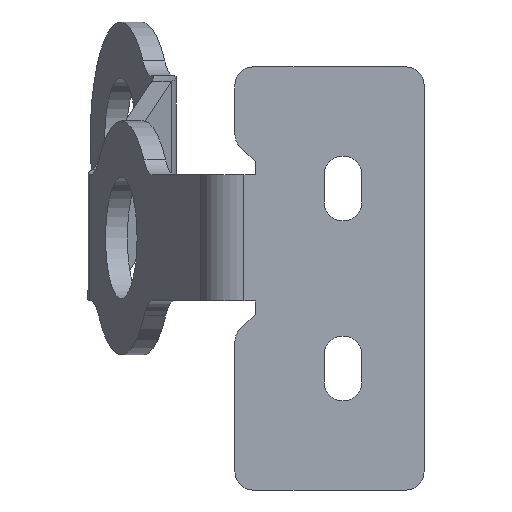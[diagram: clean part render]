
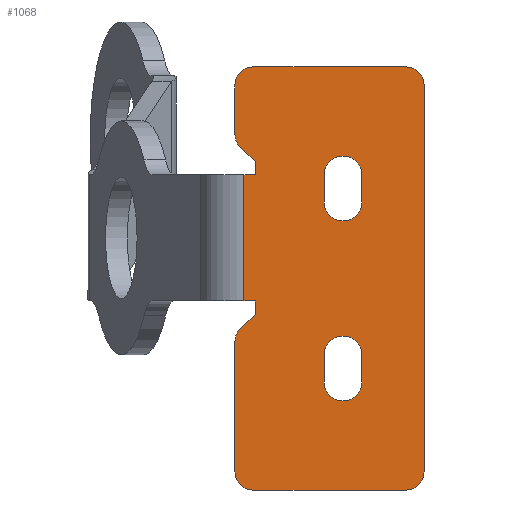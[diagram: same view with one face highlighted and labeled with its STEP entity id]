
A CAD part, left-side view. The second image highlights one B-rep face of the part: STEP entity #1068.
In plain terms, the highlighted planar face has unit normal (-1, 0, 0).
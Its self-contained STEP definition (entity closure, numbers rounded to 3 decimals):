
#27=FACE_BOUND('',#176,.T.);
#28=FACE_BOUND('',#177,.T.);
#35=CIRCLE('',#1143,2.);
#38=CIRCLE('',#1147,2.);
#39=CIRCLE('',#1149,2.);
#40=CIRCLE('',#1150,2.);
#41=CIRCLE('',#1151,2.);
#42=CIRCLE('',#1152,2.);
#43=CIRCLE('',#1153,2.1);
#44=CIRCLE('',#1154,2.1);
#45=CIRCLE('',#1155,2.1);
#46=CIRCLE('',#1156,2.1);
#113=FACE_OUTER_BOUND('',#175,.T.);
#175=EDGE_LOOP('',(#732,#733,#734,#735,#736,#737,#738,#739,#740,#741,#742,
#743,#744,#745,#746,#747,#748,#749));
#176=EDGE_LOOP('',(#750,#751,#752,#753));
#177=EDGE_LOOP('',(#754,#755,#756,#757));
#240=LINE('',#1563,#346);
#244=LINE('',#1571,#350);
#247=LINE('',#1578,#353);
#253=LINE('',#1598,#359);
#254=LINE('',#1602,#360);
#255=LINE('',#1606,#361);
#256=LINE('',#1610,#362);
#257=LINE('',#1613,#363);
#258=LINE('',#1615,#364);
#259=LINE('',#1617,#365);
#260=LINE('',#1619,#366);
#261=LINE('',#1620,#367);
#262=LINE('',#1625,#368);
#263=LINE('',#1628,#369);
#264=LINE('',#1633,#370);
#265=LINE('',#1636,#371);
#346=VECTOR('',#1247,10.);
#350=VECTOR('',#1253,10.);
#353=VECTOR('',#1258,10.);
#359=VECTOR('',#1278,10.);
#360=VECTOR('',#1281,10.);
#361=VECTOR('',#1284,10.);
#362=VECTOR('',#1287,10.);
#363=VECTOR('',#1290,10.);
#364=VECTOR('',#1291,10.);
#365=VECTOR('',#1292,10.);
#366=VECTOR('',#1293,10.);
#367=VECTOR('',#1294,10.);
#368=VECTOR('',#1297,10.);
#369=VECTOR('',#1300,10.);
#370=VECTOR('',#1303,10.);
#371=VECTOR('',#1306,10.);
#452=VERTEX_POINT('',#1561);
#453=VERTEX_POINT('',#1562);
#456=VERTEX_POINT('',#1570);
#458=VERTEX_POINT('',#1576);
#459=VERTEX_POINT('',#1577);
#462=VERTEX_POINT('',#1585);
#465=VERTEX_POINT('',#1593);
#466=VERTEX_POINT('',#1597);
#467=VERTEX_POINT('',#1599);
#468=VERTEX_POINT('',#1601);
#469=VERTEX_POINT('',#1603);
#470=VERTEX_POINT('',#1605);
#471=VERTEX_POINT('',#1607);
#472=VERTEX_POINT('',#1609);
#473=VERTEX_POINT('',#1611);
#474=VERTEX_POINT('',#1614);
#475=VERTEX_POINT('',#1616);
#476=VERTEX_POINT('',#1618);
#477=VERTEX_POINT('',#1621);
#478=VERTEX_POINT('',#1622);
#479=VERTEX_POINT('',#1624);
#480=VERTEX_POINT('',#1626);
#481=VERTEX_POINT('',#1629);
#482=VERTEX_POINT('',#1630);
#483=VERTEX_POINT('',#1632);
#484=VERTEX_POINT('',#1634);
#552=EDGE_CURVE('',#452,#453,#240,.T.);
#556=EDGE_CURVE('',#456,#453,#244,.T.);
#559=EDGE_CURVE('',#458,#459,#247,.T.);
#563=EDGE_CURVE('',#458,#462,#35,.T.);
#568=EDGE_CURVE('',#465,#452,#38,.T.);
#569=EDGE_CURVE('',#465,#466,#253,.T.);
#570=EDGE_CURVE('',#467,#466,#39,.T.);
#571=EDGE_CURVE('',#467,#468,#254,.T.);
#572=EDGE_CURVE('',#469,#468,#40,.T.);
#573=EDGE_CURVE('',#469,#470,#255,.T.);
#574=EDGE_CURVE('',#471,#470,#41,.T.);
#575=EDGE_CURVE('',#471,#472,#256,.T.);
#576=EDGE_CURVE('',#473,#472,#42,.T.);
#577=EDGE_CURVE('',#473,#462,#257,.T.);
#578=EDGE_CURVE('',#459,#474,#258,.T.);
#579=EDGE_CURVE('',#474,#475,#259,.T.);
#580=EDGE_CURVE('',#475,#476,#260,.T.);
#581=EDGE_CURVE('',#476,#456,#261,.T.);
#582=EDGE_CURVE('',#477,#478,#43,.T.);
#583=EDGE_CURVE('',#479,#477,#262,.T.);
#584=EDGE_CURVE('',#480,#479,#44,.T.);
#585=EDGE_CURVE('',#478,#480,#263,.T.);
#586=EDGE_CURVE('',#481,#482,#45,.T.);
#587=EDGE_CURVE('',#483,#481,#264,.T.);
#588=EDGE_CURVE('',#484,#483,#46,.T.);
#589=EDGE_CURVE('',#482,#484,#265,.T.);
#732=ORIENTED_EDGE('',*,*,#568,.F.);
#733=ORIENTED_EDGE('',*,*,#569,.T.);
#734=ORIENTED_EDGE('',*,*,#570,.F.);
#735=ORIENTED_EDGE('',*,*,#571,.T.);
#736=ORIENTED_EDGE('',*,*,#572,.F.);
#737=ORIENTED_EDGE('',*,*,#573,.T.);
#738=ORIENTED_EDGE('',*,*,#574,.F.);
#739=ORIENTED_EDGE('',*,*,#575,.T.);
#740=ORIENTED_EDGE('',*,*,#576,.F.);
#741=ORIENTED_EDGE('',*,*,#577,.T.);
#742=ORIENTED_EDGE('',*,*,#563,.F.);
#743=ORIENTED_EDGE('',*,*,#559,.T.);
#744=ORIENTED_EDGE('',*,*,#578,.T.);
#745=ORIENTED_EDGE('',*,*,#579,.T.);
#746=ORIENTED_EDGE('',*,*,#580,.T.);
#747=ORIENTED_EDGE('',*,*,#581,.T.);
#748=ORIENTED_EDGE('',*,*,#556,.T.);
#749=ORIENTED_EDGE('',*,*,#552,.F.);
#750=ORIENTED_EDGE('',*,*,#582,.F.);
#751=ORIENTED_EDGE('',*,*,#583,.F.);
#752=ORIENTED_EDGE('',*,*,#584,.F.);
#753=ORIENTED_EDGE('',*,*,#585,.F.);
#754=ORIENTED_EDGE('',*,*,#586,.F.);
#755=ORIENTED_EDGE('',*,*,#587,.F.);
#756=ORIENTED_EDGE('',*,*,#588,.F.);
#757=ORIENTED_EDGE('',*,*,#589,.F.);
#1035=PLANE('',#1148);
#1068=ADVANCED_FACE('',(#113,#27,#28),#1035,.F.);
#1143=AXIS2_PLACEMENT_3D('',#1586,#1264,#1265);
#1147=AXIS2_PLACEMENT_3D('',#1595,#1274,#1275);
#1148=AXIS2_PLACEMENT_3D('',#1596,#1276,#1277);
#1149=AXIS2_PLACEMENT_3D('',#1600,#1279,#1280);
#1150=AXIS2_PLACEMENT_3D('',#1604,#1282,#1283);
#1151=AXIS2_PLACEMENT_3D('',#1608,#1285,#1286);
#1152=AXIS2_PLACEMENT_3D('',#1612,#1288,#1289);
#1153=AXIS2_PLACEMENT_3D('',#1623,#1295,#1296);
#1154=AXIS2_PLACEMENT_3D('',#1627,#1298,#1299);
#1155=AXIS2_PLACEMENT_3D('',#1631,#1301,#1302);
#1156=AXIS2_PLACEMENT_3D('',#1635,#1304,#1305);
#1247=DIRECTION('',(0.,-0.724,0.69));
#1253=DIRECTION('',(0.,0.,-1.));
#1258=DIRECTION('',(0.,-0.724,-0.69));
#1264=DIRECTION('center_axis',(1.,0.,0.));
#1265=DIRECTION('ref_axis',(0.,0.707,-0.707));
#1274=DIRECTION('center_axis',(1.,0.,0.));
#1275=DIRECTION('ref_axis',(0.,0.707,0.707));
#1276=DIRECTION('center_axis',(1.,0.,0.));
#1277=DIRECTION('ref_axis',(0.,1.,0.));
#1278=DIRECTION('',(0.,0.,-1.));
#1279=DIRECTION('center_axis',(1.,0.,0.));
#1280=DIRECTION('ref_axis',(0.,0.707,-0.707));
#1281=DIRECTION('',(0.,-1.,0.));
#1282=DIRECTION('center_axis',(1.,0.,0.));
#1283=DIRECTION('ref_axis',(0.,-0.707,-0.707));
#1284=DIRECTION('',(0.,0.,1.));
#1285=DIRECTION('center_axis',(1.,0.,0.));
#1286=DIRECTION('ref_axis',(0.,-0.707,0.707));
#1287=DIRECTION('',(0.,1.,0.));
#1288=DIRECTION('center_axis',(1.,0.,0.));
#1289=DIRECTION('ref_axis',(0.,0.707,0.707));
#1290=DIRECTION('',(0.,0.,-1.));
#1291=DIRECTION('',(0.,0.,-1.));
#1292=DIRECTION('',(0.,1.,0.));
#1293=DIRECTION('',(0.,0.,-1.));
#1294=DIRECTION('',(0.,-1.,0.));
#1295=DIRECTION('center_axis',(-1.,0.,0.));
#1296=DIRECTION('ref_axis',(0.,1.,0.));
#1297=DIRECTION('',(0.,0.,1.));
#1298=DIRECTION('center_axis',(-1.,0.,0.));
#1299=DIRECTION('ref_axis',(0.,-1.,0.));
#1300=DIRECTION('',(0.,0.,-1.));
#1301=DIRECTION('center_axis',(-1.,0.,0.));
#1302=DIRECTION('ref_axis',(0.,1.,0.));
#1303=DIRECTION('',(0.,0.,1.));
#1304=DIRECTION('center_axis',(-1.,0.,0.));
#1305=DIRECTION('ref_axis',(0.,-1.,0.));
#1306=DIRECTION('',(0.,0.,-1.));
#1561=CARTESIAN_POINT('',(0.,11.379,4.448));
#1562=CARTESIAN_POINT('',(0.,9.75,6.));
#1563=CARTESIAN_POINT('',(0.,11.379,4.448));
#1570=CARTESIAN_POINT('',(0.,9.75,7.5));
#1571=CARTESIAN_POINT('',(0.,9.75,7.5));
#1576=CARTESIAN_POINT('',(0.,11.379,24.552));
#1577=CARTESIAN_POINT('',(0.,9.75,23.));
#1578=CARTESIAN_POINT('',(0.,11.379,24.552));
#1585=CARTESIAN_POINT('',(0.,12.,26.));
#1586=CARTESIAN_POINT('Origin',(0.,10.,26.));
#1593=CARTESIAN_POINT('',(0.,12.,3.));
#1595=CARTESIAN_POINT('Origin',(0.,10.,3.));
#1596=CARTESIAN_POINT('Origin',(0.,0.5,10.));
#1597=CARTESIAN_POINT('',(0.,12.,-11.5));
#1598=CARTESIAN_POINT('',(0.,12.,33.5));
#1599=CARTESIAN_POINT('',(0.,10.,-13.5));
#1600=CARTESIAN_POINT('Origin',(0.,10.,-11.5));
#1601=CARTESIAN_POINT('',(0.,-7.,-13.5));
#1602=CARTESIAN_POINT('',(0.,11.,-13.5));
#1603=CARTESIAN_POINT('',(0.,-9.,-11.5));
#1604=CARTESIAN_POINT('Origin',(0.,-7.,-11.5));
#1605=CARTESIAN_POINT('',(0.,-9.,31.5));
#1606=CARTESIAN_POINT('',(0.,-9.,-13.5));
#1607=CARTESIAN_POINT('',(0.,-7.,33.5));
#1608=CARTESIAN_POINT('Origin',(0.,-7.,31.5));
#1609=CARTESIAN_POINT('',(0.,10.,33.5));
#1610=CARTESIAN_POINT('',(0.,-10.,33.5));
#1611=CARTESIAN_POINT('',(0.,12.,31.5));
#1612=CARTESIAN_POINT('Origin',(0.,10.,31.5));
#1613=CARTESIAN_POINT('',(0.,12.,33.5));
#1614=CARTESIAN_POINT('',(0.,9.75,21.5));
#1615=CARTESIAN_POINT('',(0.,9.75,15.75));
#1616=CARTESIAN_POINT('',(0.,11.,21.5));
#1617=CARTESIAN_POINT('',(0.,5.75,21.5));
#1618=CARTESIAN_POINT('',(0.,11.,7.5));
#1619=CARTESIAN_POINT('',(0.,11.,33.5));
#1620=CARTESIAN_POINT('',(0.,5.125,7.5));
#1621=CARTESIAN_POINT('',(0.,-2.1,21.5));
#1622=CARTESIAN_POINT('',(0.,2.1,21.5));
#1623=CARTESIAN_POINT('Origin',(0.,0.,21.5));
#1624=CARTESIAN_POINT('',(0.,-2.1,18.5));
#1625=CARTESIAN_POINT('',(0.,-2.1,21.5));
#1626=CARTESIAN_POINT('',(0.,2.1,18.5));
#1627=CARTESIAN_POINT('Origin',(0.,0.,18.5));
#1628=CARTESIAN_POINT('',(0.,2.1,18.5));
#1629=CARTESIAN_POINT('',(0.,-2.1,1.5));
#1630=CARTESIAN_POINT('',(0.,2.1,1.5));
#1631=CARTESIAN_POINT('Origin',(0.,0.,1.5));
#1632=CARTESIAN_POINT('',(0.,-2.1,-1.5));
#1633=CARTESIAN_POINT('',(0.,-2.1,1.5));
#1634=CARTESIAN_POINT('',(0.,2.1,-1.5));
#1635=CARTESIAN_POINT('Origin',(0.,0.,-1.5));
#1636=CARTESIAN_POINT('',(0.,2.1,-1.5));
